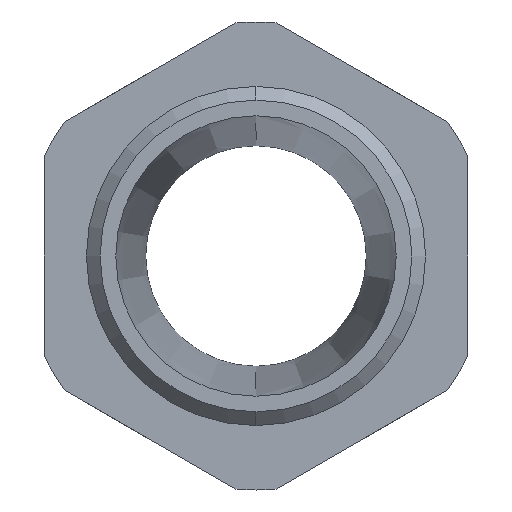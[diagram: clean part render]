
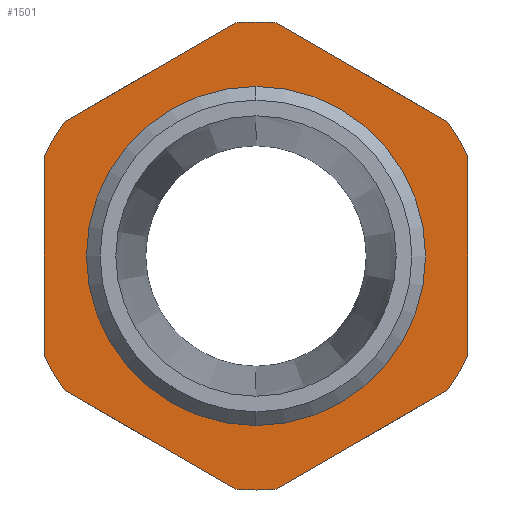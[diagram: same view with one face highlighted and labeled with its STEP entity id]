
A CAD part, left-side view. The second image highlights one B-rep face of the part: STEP entity #1501.
In plain terms, the highlighted planar face has unit normal (-1, 0, 0).
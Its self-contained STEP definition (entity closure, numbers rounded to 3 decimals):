
#113=CARTESIAN_POINT('',(9.,11.314,7.902));
#114=VERTEX_POINT('',#113);
#123=CARTESIAN_POINT('',(9.,1.186,13.749));
#124=VERTEX_POINT('',#123);
#125=CARTESIAN_POINT('',(9.,10706.116,-6166.745));
#126=DIRECTION('',(0.,-0.866,0.5));
#127=VECTOR('',#126,24690.);
#128=LINE('',#125,#127);
#129=EDGE_CURVE('',#114,#124,#128,.T.);
#237=CARTESIAN_POINT('',(9.,12.5,-5.847));
#238=VERTEX_POINT('',#237);
#245=CARTESIAN_POINT('',(9.,12.5,5.847));
#246=VERTEX_POINT('',#245);
#247=CARTESIAN_POINT('',(9.,12.5,12342.076));
#248=DIRECTION('',(-0.,-0.,-1.));
#249=VECTOR('',#248,24690.);
#250=LINE('',#247,#249);
#251=EDGE_CURVE('',#246,#238,#250,.T.);
#276=CARTESIAN_POINT('',(9.,11.314,-7.902));
#277=VERTEX_POINT('',#276);
#284=CARTESIAN_POINT('',(9.,0.,-0.));
#285=DIRECTION('',(1.,-0.,0.));
#286=DIRECTION('',(0.,0.,-1.));
#287=AXIS2_PLACEMENT_3D('',#284,#285,#286);
#288=CIRCLE('',#287,13.8);
#289=EDGE_CURVE('',#277,#238,#288,.T.);
#301=CARTESIAN_POINT('',(9.,1.186,-13.749));
#302=VERTEX_POINT('',#301);
#311=CARTESIAN_POINT('',(9.,-10681.116,-6181.179));
#312=DIRECTION('',(0.,0.866,0.5));
#313=VECTOR('',#312,24690.);
#314=LINE('',#311,#313);
#315=EDGE_CURVE('',#302,#277,#314,.T.);
#333=CARTESIAN_POINT('',(9.,-0.,-13.8));
#334=VERTEX_POINT('',#333);
#352=CARTESIAN_POINT('',(9.,-1.186,-13.749));
#353=VERTEX_POINT('',#352);
#360=CARTESIAN_POINT('',(9.,-0.,0.));
#361=DIRECTION('',(1.,-0.,0.));
#362=DIRECTION('',(0.,0.,-1.));
#363=AXIS2_PLACEMENT_3D('',#360,#361,#362);
#364=CIRCLE('',#363,13.8);
#365=EDGE_CURVE('',#353,#334,#364,.T.);
#375=CARTESIAN_POINT('',(9.,-11.314,-7.902));
#376=VERTEX_POINT('',#375);
#385=CARTESIAN_POINT('',(9.,-10693.616,6159.528));
#386=DIRECTION('',(0.,0.866,-0.5));
#387=VECTOR('',#386,24690.);
#388=LINE('',#385,#387);
#389=EDGE_CURVE('',#376,#353,#388,.T.);
#414=CARTESIAN_POINT('',(9.,-12.5,-5.847));
#415=VERTEX_POINT('',#414);
#424=CARTESIAN_POINT('',(9.,0.,0.));
#425=DIRECTION('',(1.,-0.,0.));
#426=DIRECTION('',(0.,0.,-1.));
#427=AXIS2_PLACEMENT_3D('',#424,#425,#426);
#428=CIRCLE('',#427,13.8);
#429=EDGE_CURVE('',#415,#376,#428,.T.);
#447=CARTESIAN_POINT('',(9.,-12.5,5.847));
#448=VERTEX_POINT('',#447);
#457=CARTESIAN_POINT('',(9.,-12.5,12347.924));
#458=DIRECTION('',(0.,0.,-1.));
#459=VECTOR('',#458,24690.);
#460=LINE('',#457,#459);
#461=EDGE_CURVE('',#448,#415,#460,.T.);
#486=CARTESIAN_POINT('',(9.,-11.314,7.902));
#487=VERTEX_POINT('',#486);
#496=CARTESIAN_POINT('',(9.,-0.,0.));
#497=DIRECTION('',(1.,-0.,0.));
#498=DIRECTION('',(0.,0.,-1.));
#499=AXIS2_PLACEMENT_3D('',#496,#497,#498);
#500=CIRCLE('',#499,13.8);
#501=EDGE_CURVE('',#487,#448,#500,.T.);
#519=CARTESIAN_POINT('',(9.,-1.186,13.749));
#520=VERTEX_POINT('',#519);
#529=CARTESIAN_POINT('',(9.,10693.616,6188.396));
#530=DIRECTION('',(-0.,-0.866,-0.5));
#531=VECTOR('',#530,24690.);
#532=LINE('',#529,#531);
#533=EDGE_CURVE('',#520,#487,#532,.T.);
#558=CARTESIAN_POINT('',(9.,-0.,13.8));
#559=VERTEX_POINT('',#558);
#576=CARTESIAN_POINT('',(9.,0.,0.));
#577=DIRECTION('',(1.,-0.,0.));
#578=DIRECTION('',(0.,0.,-1.));
#579=AXIS2_PLACEMENT_3D('',#576,#577,#578);
#580=CIRCLE('',#579,13.8);
#581=EDGE_CURVE('',#124,#559,#580,.T.);
#671=CARTESIAN_POINT('',(9.,-0.,9.19));
#672=VERTEX_POINT('',#671);
#679=CARTESIAN_POINT('',(9.,-0.,-9.19));
#680=VERTEX_POINT('',#679);
#681=CARTESIAN_POINT('',(9.,0.,0.));
#682=DIRECTION('',(1.,0.,-0.));
#683=DIRECTION('',(-0.,0.,-1.));
#684=AXIS2_PLACEMENT_3D('',#681,#682,#683);
#685=CIRCLE('',#684,9.19);
#686=EDGE_CURVE('',#680,#672,#685,.T.);
#1452=CARTESIAN_POINT('',(9.,16.667,0.));
#1453=DIRECTION('',(-1.,0.,0.));
#1454=DIRECTION('',(0.,0.,1.));
#1455=AXIS2_PLACEMENT_3D('',#1452,#1453,#1454);
#1456=PLANE('',#1455);
#1457=ORIENTED_EDGE('',*,*,#686,.T.);
#1458=CARTESIAN_POINT('',(9.,0.,0.));
#1459=DIRECTION('',(1.,0.,-0.));
#1460=DIRECTION('',(-0.,0.,-1.));
#1461=AXIS2_PLACEMENT_3D('',#1458,#1459,#1460);
#1462=CIRCLE('',#1461,9.19);
#1463=EDGE_CURVE('',#672,#680,#1462,.T.);
#1464=ORIENTED_EDGE('',*,*,#1463,.T.);
#1465=EDGE_LOOP('',(#1457,#1464));
#1466=FACE_BOUND('',#1465,.T.);
#1467=CARTESIAN_POINT('',(9.,0.,0.));
#1468=DIRECTION('',(1.,-0.,0.));
#1469=DIRECTION('',(0.,0.,-1.));
#1470=AXIS2_PLACEMENT_3D('',#1467,#1468,#1469);
#1471=CIRCLE('',#1470,13.8);
#1472=EDGE_CURVE('',#559,#520,#1471,.T.);
#1473=ORIENTED_EDGE('',*,*,#1472,.F.);
#1474=ORIENTED_EDGE('',*,*,#581,.F.);
#1475=ORIENTED_EDGE('',*,*,#129,.F.);
#1476=CARTESIAN_POINT('',(9.,-0.,-0.));
#1477=DIRECTION('',(1.,-0.,-0.));
#1478=DIRECTION('',(0.,0.,-1.));
#1479=AXIS2_PLACEMENT_3D('',#1476,#1477,#1478);
#1480=CIRCLE('',#1479,13.8);
#1481=EDGE_CURVE('',#246,#114,#1480,.T.);
#1482=ORIENTED_EDGE('',*,*,#1481,.F.);
#1483=ORIENTED_EDGE('',*,*,#251,.T.);
#1484=ORIENTED_EDGE('',*,*,#289,.F.);
#1485=ORIENTED_EDGE('',*,*,#315,.F.);
#1486=CARTESIAN_POINT('',(9.,-0.,0.));
#1487=DIRECTION('',(1.,-0.,-0.));
#1488=DIRECTION('',(0.,0.,-1.));
#1489=AXIS2_PLACEMENT_3D('',#1486,#1487,#1488);
#1490=CIRCLE('',#1489,13.8);
#1491=EDGE_CURVE('',#334,#302,#1490,.T.);
#1492=ORIENTED_EDGE('',*,*,#1491,.F.);
#1493=ORIENTED_EDGE('',*,*,#365,.F.);
#1494=ORIENTED_EDGE('',*,*,#389,.F.);
#1495=ORIENTED_EDGE('',*,*,#429,.F.);
#1496=ORIENTED_EDGE('',*,*,#461,.F.);
#1497=ORIENTED_EDGE('',*,*,#501,.F.);
#1498=ORIENTED_EDGE('',*,*,#533,.F.);
#1499=EDGE_LOOP('',(#1473,#1474,#1475,#1482,#1483,#1484,#1485,#1492,#1493,#1494,#1495,#1496,#1497,#1498));
#1500=FACE_BOUND('',#1499,.T.);
#1501=ADVANCED_FACE('',(#1466,#1500),#1456,.T.);
